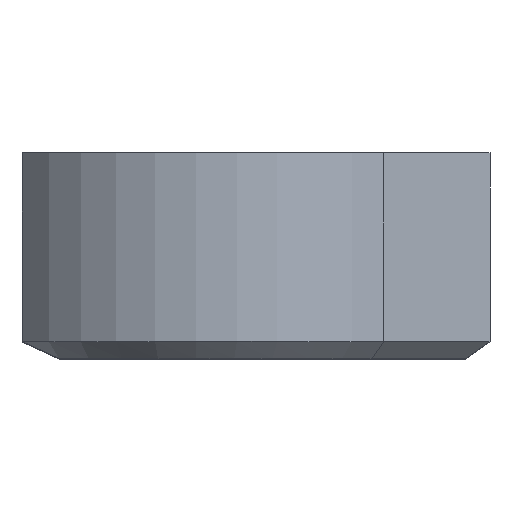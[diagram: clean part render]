
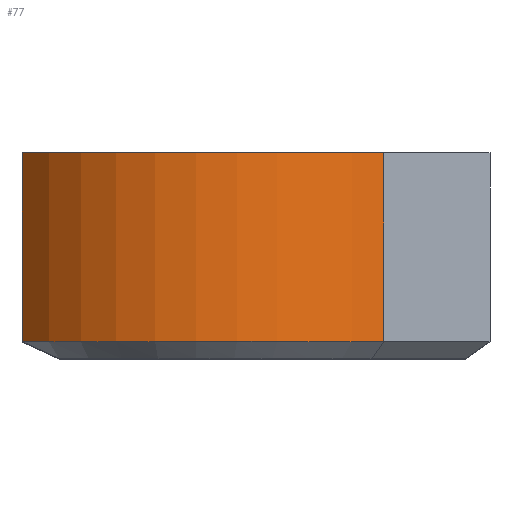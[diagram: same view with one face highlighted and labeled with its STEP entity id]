
A CAD part, top view. The second image highlights one B-rep face of the part: STEP entity #77.
In plain terms, the highlighted cylindrical face has radius 7 mm (diameter 14 mm), a partial arc.
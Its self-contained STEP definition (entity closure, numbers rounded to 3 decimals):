
#77 = ADVANCED_FACE( '', ( #98 ), #99, .T. );
#98 = FACE_OUTER_BOUND( '', #134, .T. );
#99 = CYLINDRICAL_SURFACE( '', #135, 7. );
#134 = EDGE_LOOP( '', ( #180, #181, #182, #183 ) );
#135 = AXIS2_PLACEMENT_3D( '', #184, #185, #186 );
#180 = ORIENTED_EDGE( '', *, *, #302, .F. );
#181 = ORIENTED_EDGE( '', *, *, #308, .T. );
#182 = ORIENTED_EDGE( '', *, *, #309, .T. );
#183 = ORIENTED_EDGE( '', *, *, #310, .F. );
#184 = CARTESIAN_POINT( '', ( 1., -6., 0. ) );
#185 = DIRECTION( '', ( 0., -1., 0. ) );
#186 = DIRECTION( '', ( 0., 0., 1. ) );
#302 = EDGE_CURVE( '', #343, #345, #346, .T. );
#308 = EDGE_CURVE( '', #343, #355, #356, .T. );
#309 = EDGE_CURVE( '', #355, #357, #358, .T. );
#310 = EDGE_CURVE( '', #345, #357, #359, .T. );
#343 = VERTEX_POINT( '', #408 );
#345 = VERTEX_POINT( '', #411 );
#346 = LINE( '', #412, #413 );
#355 = VERTEX_POINT( '', #425 );
#356 = CIRCLE( '', #426, 7. );
#357 = VERTEX_POINT( '', #427 );
#358 = LINE( '', #428, #429 );
#359 = CIRCLE( '', #430, 7. );
#408 = CARTESIAN_POINT( '', ( -4.674, -5.5, 4.1 ) );
#411 = CARTESIAN_POINT( '', ( -4.674, 0., 4.1 ) );
#412 = CARTESIAN_POINT( '', ( -4.674, -6., 4.1 ) );
#413 = VECTOR( '', #506, 1000. );
#425 = CARTESIAN_POINT( '', ( 5.863, -5.5, 5.035 ) );
#426 = AXIS2_PLACEMENT_3D( '', #516, #517, #518 );
#427 = CARTESIAN_POINT( '', ( 5.863, 0., 5.035 ) );
#428 = CARTESIAN_POINT( '', ( 5.863, -6., 5.035 ) );
#429 = VECTOR( '', #519, 1000. );
#430 = AXIS2_PLACEMENT_3D( '', #520, #521, #522 );
#506 = DIRECTION( '', ( 0., 1., 0. ) );
#516 = CARTESIAN_POINT( '', ( 1., -5.5, 0. ) );
#517 = DIRECTION( '', ( 0., 1., 0. ) );
#518 = DIRECTION( '', ( 0., 0., 1. ) );
#519 = DIRECTION( '', ( 0., 1., 0. ) );
#520 = CARTESIAN_POINT( '', ( 1., 0., 0. ) );
#521 = DIRECTION( '', ( 0., 1., 0. ) );
#522 = DIRECTION( '', ( 1., 0., 0. ) );
